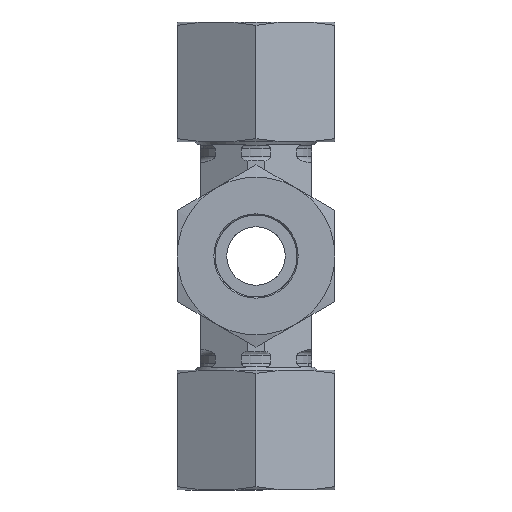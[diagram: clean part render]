
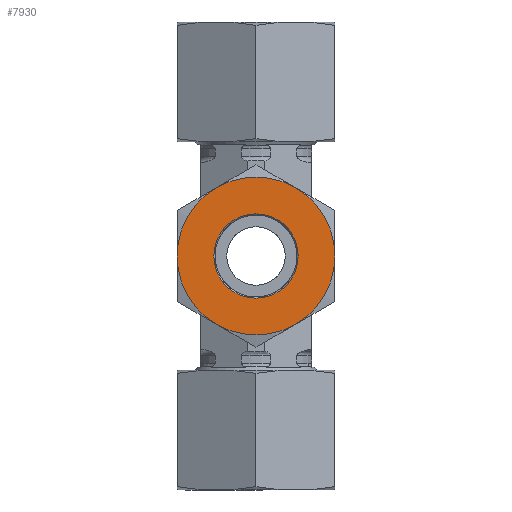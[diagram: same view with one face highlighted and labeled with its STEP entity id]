
A CAD part, front view. The second image highlights one B-rep face of the part: STEP entity #7930.
In plain terms, the highlighted face is planar.
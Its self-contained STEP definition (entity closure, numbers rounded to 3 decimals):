
#7834=CARTESIAN_POINT('',(7.2,0.,20.5));
#7835=VERTEX_POINT('',#7834);
#7836=CARTESIAN_POINT('',(0.0,0.0,20.5));
#7837=DIRECTION('',(0.0,0.0,1.0));
#7838=DIRECTION('',(-1.0,0.0,0.0));
#7839=AXIS2_PLACEMENT_3D('',#7836,#7837,#7838);
#7840=CIRCLE('',#7839,7.2);
#7841=EDGE_CURVE('',#7835,#7835,#7840,.T.);
#7866=CARTESIAN_POINT('',(0.,0.0,20.5));
#7867=DIRECTION('',(0.0,0.0,1.0));
#7868=DIRECTION('',(1.0,0.0,0.0));
#7869=AXIS2_PLACEMENT_3D('',#7866,#7867,#7868);
#7870=PLANE('',#7869);
#7871=CARTESIAN_POINT('',(-6.75,-11.691,20.5));
#7872=VERTEX_POINT('',#7871);
#7873=CARTESIAN_POINT('',(6.75,-11.691,20.5));
#7874=VERTEX_POINT('',#7873);
#7875=CARTESIAN_POINT('',(0.0,0.0,20.5));
#7876=DIRECTION('',(0.0,0.0,1.0));
#7877=DIRECTION('',(-0.5,-0.866,0.0));
#7878=AXIS2_PLACEMENT_3D('',#7875,#7876,#7877);
#7879=CIRCLE('',#7878,13.5);
#7880=EDGE_CURVE('',#7872,#7874,#7879,.T.);
#7881=ORIENTED_EDGE('',*,*,#7880,.T.);
#7882=CARTESIAN_POINT('',(13.5,0.,20.5));
#7883=VERTEX_POINT('',#7882);
#7884=CARTESIAN_POINT('',(0.0,0.0,20.5));
#7885=DIRECTION('',(0.0,0.0,1.0));
#7886=DIRECTION('',(-0.5,-0.866,0.0));
#7887=AXIS2_PLACEMENT_3D('',#7884,#7885,#7886);
#7888=CIRCLE('',#7887,13.5);
#7889=EDGE_CURVE('',#7874,#7883,#7888,.T.);
#7890=ORIENTED_EDGE('',*,*,#7889,.T.);
#7891=CARTESIAN_POINT('',(6.75,11.691,20.5));
#7892=VERTEX_POINT('',#7891);
#7893=CARTESIAN_POINT('',(0.0,0.0,20.5));
#7894=DIRECTION('',(0.0,0.0,1.0));
#7895=DIRECTION('',(-0.5,-0.866,0.0));
#7896=AXIS2_PLACEMENT_3D('',#7893,#7894,#7895);
#7897=CIRCLE('',#7896,13.5);
#7898=EDGE_CURVE('',#7883,#7892,#7897,.T.);
#7899=ORIENTED_EDGE('',*,*,#7898,.T.);
#7900=CARTESIAN_POINT('',(-6.75,11.691,20.5));
#7901=VERTEX_POINT('',#7900);
#7902=CARTESIAN_POINT('',(0.0,0.0,20.5));
#7903=DIRECTION('',(0.0,0.0,1.0));
#7904=DIRECTION('',(-0.5,-0.866,0.0));
#7905=AXIS2_PLACEMENT_3D('',#7902,#7903,#7904);
#7906=CIRCLE('',#7905,13.5);
#7907=EDGE_CURVE('',#7892,#7901,#7906,.T.);
#7908=ORIENTED_EDGE('',*,*,#7907,.T.);
#7909=CARTESIAN_POINT('',(-13.5,0.0,20.5));
#7910=VERTEX_POINT('',#7909);
#7911=CARTESIAN_POINT('',(0.0,0.0,20.5));
#7912=DIRECTION('',(0.0,0.0,1.0));
#7913=DIRECTION('',(-0.5,-0.866,0.0));
#7914=AXIS2_PLACEMENT_3D('',#7911,#7912,#7913);
#7915=CIRCLE('',#7914,13.5);
#7916=EDGE_CURVE('',#7901,#7910,#7915,.T.);
#7917=ORIENTED_EDGE('',*,*,#7916,.T.);
#7918=CARTESIAN_POINT('',(0.0,0.0,20.5));
#7919=DIRECTION('',(0.0,0.0,1.0));
#7920=DIRECTION('',(-0.5,-0.866,0.0));
#7921=AXIS2_PLACEMENT_3D('',#7918,#7919,#7920);
#7922=CIRCLE('',#7921,13.5);
#7923=EDGE_CURVE('',#7910,#7872,#7922,.T.);
#7924=ORIENTED_EDGE('',*,*,#7923,.T.);
#7925=EDGE_LOOP('',(#7881,#7890,#7899,#7908,#7917,#7924));
#7926=FACE_OUTER_BOUND('',#7925,.T.);
#7927=ORIENTED_EDGE('',*,*,#7841,.F.);
#7928=EDGE_LOOP('',(#7927));
#7929=FACE_BOUND('',#7928,.T.);
#7930=ADVANCED_FACE('',(#7926,#7929),#7870,.T.);
